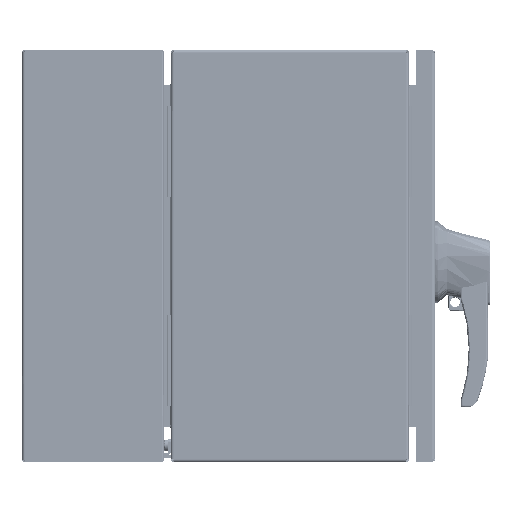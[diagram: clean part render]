
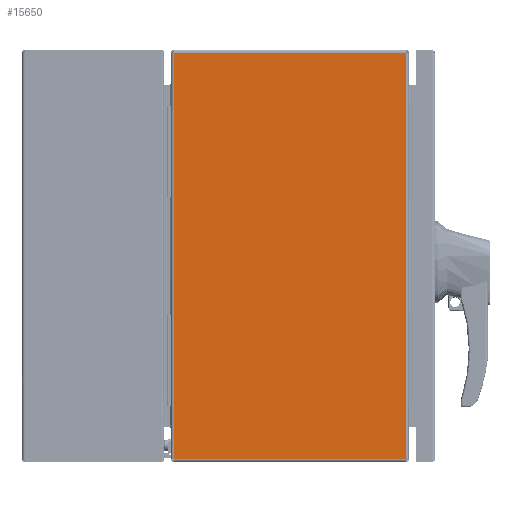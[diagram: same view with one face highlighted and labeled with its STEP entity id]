
A CAD part, left-side view. The second image highlights one B-rep face of the part: STEP entity #15650.
In plain terms, the highlighted planar face has unit normal (-1, 0, 0).
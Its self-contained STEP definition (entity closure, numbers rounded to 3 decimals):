
#2331 = VECTOR ( 'NONE', #65260, 39.37 ) ;
#4968 = VERTEX_POINT ( 'NONE', #64362 ) ;
#7300 = CARTESIAN_POINT ( 'NONE',  ( -12.001, -5.882, 7.892 ) ) ;
#10998 = EDGE_CURVE ( 'NONE', #53733, #121813, #44662, .T. ) ;
#14434 = EDGE_CURVE ( 'NONE', #121813, #129473, #97596, .T. ) ;
#15457 = LINE ( 'NONE', #77953, #117061 ) ;
#15650 = ADVANCED_FACE ( 'NONE', ( #22187 ), #96433, .T. ) ;
#22187 = FACE_OUTER_BOUND ( 'NONE', #128726, .T. ) ;
#22252 = CARTESIAN_POINT ( 'NONE',  ( -12.001, -14.899, 7.892 ) ) ;
#31649 = ORIENTED_EDGE ( 'NONE', *, *, #134608, .T. ) ;
#32058 = EDGE_CURVE ( 'NONE', #4968, #129473, #79412, .T. ) ;
#40316 = ORIENTED_EDGE ( 'NONE', *, *, #32058, .F. ) ;
#44662 = LINE ( 'NONE', #85875, #2331 ) ;
#45577 = DIRECTION ( 'NONE',  ( -1., 0., 0. ) ) ;
#53733 = VERTEX_POINT ( 'NONE', #22252 ) ;
#54543 = CARTESIAN_POINT ( 'NONE',  ( -12.001, -10.39, 0. ) ) ;
#57751 = CARTESIAN_POINT ( 'NONE',  ( -12.001, -5.882, 0. ) ) ;
#58791 = DIRECTION ( 'NONE',  ( 0., 0., 1. ) ) ;
#64362 = CARTESIAN_POINT ( 'NONE',  ( -12.001, -14.899, -7.892 ) ) ;
#65260 = DIRECTION ( 'NONE',  ( 0., 1., 0. ) ) ;
#77953 = CARTESIAN_POINT ( 'NONE',  ( -12.001, -14.899, 0. ) ) ;
#79162 = ORIENTED_EDGE ( 'NONE', *, *, #10998, .T. ) ;
#79318 = AXIS2_PLACEMENT_3D ( 'NONE', #54543, #45577, #119038 ) ;
#79412 = LINE ( 'NONE', #87702, #126604 ) ;
#85875 = CARTESIAN_POINT ( 'NONE',  ( -12.001, -10.39, 7.892 ) ) ;
#87702 = CARTESIAN_POINT ( 'NONE',  ( -12.001, -14.899, -7.892 ) ) ;
#96433 = PLANE ( 'NONE',  #79318 ) ;
#97596 = LINE ( 'NONE', #57751, #110983 ) ;
#98965 = DIRECTION ( 'NONE',  ( 0., 0., -1. ) ) ;
#110983 = VECTOR ( 'NONE', #98965, 39.37 ) ;
#112658 = CARTESIAN_POINT ( 'NONE',  ( -12., -5.881, -7.892 ) ) ;
#117061 = VECTOR ( 'NONE', #58791, 39.37 ) ;
#118603 = DIRECTION ( 'NONE',  ( 0., 1., 0. ) ) ;
#119038 = DIRECTION ( 'NONE',  ( 0., -1., 0. ) ) ;
#120439 = ORIENTED_EDGE ( 'NONE', *, *, #14434, .T. ) ;
#121813 = VERTEX_POINT ( 'NONE', #7300 ) ;
#126604 = VECTOR ( 'NONE', #118603, 39.37 ) ;
#128726 = EDGE_LOOP ( 'NONE', ( #31649, #79162, #120439, #40316 ) ) ;
#129473 = VERTEX_POINT ( 'NONE', #112658 ) ;
#134608 = EDGE_CURVE ( 'NONE', #4968, #53733, #15457, .T. ) ;
